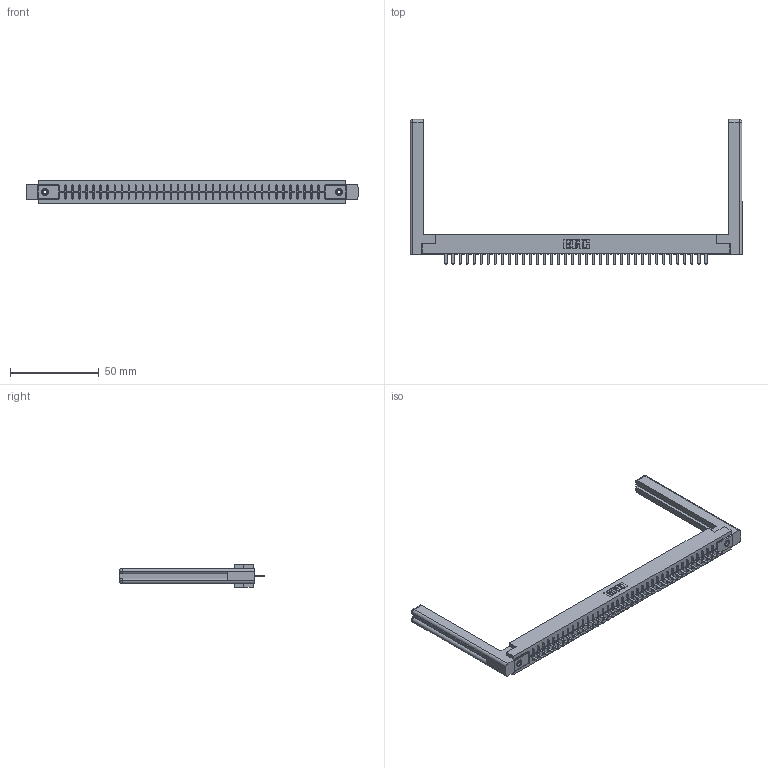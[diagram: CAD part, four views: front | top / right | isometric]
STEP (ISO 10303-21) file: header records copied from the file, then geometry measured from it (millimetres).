
FILE_DESCRIPTION (( 'STEP AP203' ), '1' );
FILE_NAME ('316-038-420-158.STEP', '2020-09-23T05:54:21', ( '' ), ( '' ), 'SwSTEP 2.0', 'SolidWorks 2020', '' );
FILE_SCHEMA (( 'CONFIG_CONTROL_DESIGN' ));
Length unit declared in the file: inch
Products named in the file (5): 316-038-420-158; 306-290-001_120; 306 Part_.156 Dia; 307-220-058; 345-250-001_345-250-001-102
Assembly tree (43 placements, depth 2):
  316-038-420-158
    306 Part_.156 Dia
    306-290-001_120  x38
    345-250-001_345-250-001-102  x2
    307-220-058  x2
Bounding box: 187.2 x 81.76 x 12.7 mm (x, y, z)
Volume: 27749.8 mm3; surface area: 26308.6 mm2
Topology: 43 solids, 43 shells, 2918 faces, 8156 edges, 5220 vertices
Faces by surface type: plane 1938, cylinder 804, sphere 152, cone 12, torus 12
Entity records: 38544 total; most frequent: CARTESIAN_POINT 6480, ORIENTED_EDGE 6366, DIRECTION 6345, EDGE_CURVE 3183, VECTOR 2483, LINE 2483, VERTEX_POINT 2012, AXIS2_PLACEMENT_3D 1931
